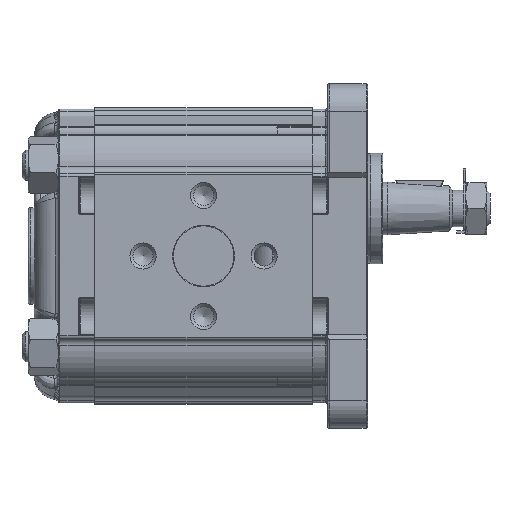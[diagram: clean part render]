
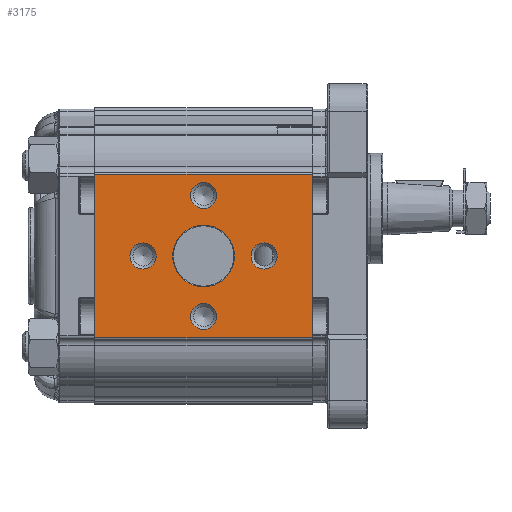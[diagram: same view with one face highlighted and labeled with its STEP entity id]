
A CAD part, left-side view. The second image highlights one B-rep face of the part: STEP entity #3175.
In plain terms, the highlighted planar face has unit normal (-1, 0, 0).
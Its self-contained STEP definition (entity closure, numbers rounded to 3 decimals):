
#3175 = ADVANCED_FACE( '', ( #7006, #7007, #7008, #7009, #7010, #7011 ), #7012, .T. );
#7006 = FACE_BOUND( '', #13024, .T. );
#7007 = FACE_BOUND( '', #13025, .T. );
#7008 = FACE_BOUND( '', #13026, .T. );
#7009 = FACE_BOUND( '', #13027, .T. );
#7010 = FACE_BOUND( '', #13028, .T. );
#7011 = FACE_OUTER_BOUND( '', #13029, .T. );
#7012 = PLANE( '', #13030 );
#13024 = EDGE_LOOP( '', ( #23590 ) );
#13025 = EDGE_LOOP( '', ( #23591 ) );
#13026 = EDGE_LOOP( '', ( #23592 ) );
#13027 = EDGE_LOOP( '', ( #23593 ) );
#13028 = EDGE_LOOP( '', ( #23594 ) );
#13029 = EDGE_LOOP( '', ( #23595, #23596, #23597, #23598 ) );
#13030 = AXIS2_PLACEMENT_3D( '', #23599, #23600, #23601 );
#23590 = ORIENTED_EDGE( '', *, *, #31070, .T. );
#23591 = ORIENTED_EDGE( '', *, *, #30070, .T. );
#23592 = ORIENTED_EDGE( '', *, *, #28804, .T. );
#23593 = ORIENTED_EDGE( '', *, *, #32306, .T. );
#23594 = ORIENTED_EDGE( '', *, *, #32307, .T. );
#23595 = ORIENTED_EDGE( '', *, *, #32308, .F. );
#23596 = ORIENTED_EDGE( '', *, *, #32309, .F. );
#23597 = ORIENTED_EDGE( '', *, *, #31693, .T. );
#23598 = ORIENTED_EDGE( '', *, *, #32310, .T. );
#23599 = CARTESIAN_POINT( '', ( -43., 72., 27.048 ) );
#23600 = DIRECTION( '', ( -1., 0., 0. ) );
#23601 = DIRECTION( '', ( 0., 0., 1. ) );
#28804 = EDGE_CURVE( '', #33840, #33840, #33841, .F. );
#30070 = EDGE_CURVE( '', #35963, #35963, #35964, .F. );
#31070 = EDGE_CURVE( '', #37512, #37512, #37513, .F. );
#31693 = EDGE_CURVE( '', #38365, #38363, #38366, .T. );
#32306 = EDGE_CURVE( '', #39168, #39168, #39169, .F. );
#32307 = EDGE_CURVE( '', #39170, #39170, #39171, .F. );
#32308 = EDGE_CURVE( '', #39172, #39173, #39174, .T. );
#32309 = EDGE_CURVE( '', #38365, #39172, #39175, .T. );
#32310 = EDGE_CURVE( '', #38363, #39173, #39176, .T. );
#33840 = VERTEX_POINT( '', #41217 );
#33841 = CIRCLE( '', #41218, 4.324 );
#35963 = VERTEX_POINT( '', #45506 );
#35964 = CIRCLE( '', #45507, 4.324 );
#37512 = VERTEX_POINT( '', #48755 );
#37513 = CIRCLE( '', #48756, 4.324 );
#38363 = VERTEX_POINT( '', #50796 );
#38365 = VERTEX_POINT( '', #50798 );
#38366 = LINE( '', #50799, #50800 );
#39168 = VERTEX_POINT( '', #52712 );
#39169 = CIRCLE( '', #52713, 4.324 );
#39170 = VERTEX_POINT( '', #52714 );
#39171 = CIRCLE( '', #52715, 10.2 );
#39172 = VERTEX_POINT( '', #52716 );
#39173 = VERTEX_POINT( '', #52717 );
#39174 = LINE( '', #52718, #52719 );
#39175 = LINE( '', #52720, #52721 );
#39176 = LINE( '', #52722, #52723 );
#41217 = CARTESIAN_POINT( '', ( -43., 36., -15.677 ) );
#41218 = AXIS2_PLACEMENT_3D( '', #55525, #55526, #55527 );
#45506 = CARTESIAN_POINT( '', ( -43., 56., 4.324 ) );
#45507 = AXIS2_PLACEMENT_3D( '', #57185, #57186, #57187 );
#48755 = CARTESIAN_POINT( '', ( -43., 16., 4.324 ) );
#48756 = AXIS2_PLACEMENT_3D( '', #58288, #58289, #58290 );
#50796 = CARTESIAN_POINT( '', ( -43., 72., -27.048 ) );
#50798 = CARTESIAN_POINT( '', ( -43., 72., 27.048 ) );
#50799 = CARTESIAN_POINT( '', ( -43., 72., 27.048 ) );
#50800 = VECTOR( '', #59007, 1000. );
#52712 = CARTESIAN_POINT( '', ( -43., 36., 24.324 ) );
#52713 = AXIS2_PLACEMENT_3D( '', #59653, #59654, #59655 );
#52714 = CARTESIAN_POINT( '', ( -43., 36., 10.2 ) );
#52715 = AXIS2_PLACEMENT_3D( '', #59656, #59657, #59658 );
#52716 = CARTESIAN_POINT( '', ( -43., 0., 27.048 ) );
#52717 = CARTESIAN_POINT( '', ( -43., 0., -27.048 ) );
#52718 = CARTESIAN_POINT( '', ( -43., 0., 27.048 ) );
#52719 = VECTOR( '', #59659, 1000. );
#52720 = CARTESIAN_POINT( '', ( -43., 72., 27.048 ) );
#52721 = VECTOR( '', #59660, 1000. );
#52722 = CARTESIAN_POINT( '', ( -43., 72., -27.048 ) );
#52723 = VECTOR( '', #59661, 1000. );
#55525 = CARTESIAN_POINT( '', ( -43., 36., -20. ) );
#55526 = DIRECTION( '', ( -1., 0., 0. ) );
#55527 = DIRECTION( '', ( 0., 0., 1. ) );
#57185 = CARTESIAN_POINT( '', ( -43., 56., 0. ) );
#57186 = DIRECTION( '', ( -1., 0., 0. ) );
#57187 = DIRECTION( '', ( 0., 0., 1. ) );
#58288 = CARTESIAN_POINT( '', ( -43., 16., 0. ) );
#58289 = DIRECTION( '', ( -1., 0., 0. ) );
#58290 = DIRECTION( '', ( 0., 0., 1. ) );
#59007 = DIRECTION( '', ( 0., 0., -1. ) );
#59653 = CARTESIAN_POINT( '', ( -43., 36., 20. ) );
#59654 = DIRECTION( '', ( -1., 0., 0. ) );
#59655 = DIRECTION( '', ( 0., 0., 1. ) );
#59656 = CARTESIAN_POINT( '', ( -43., 36., 0. ) );
#59657 = DIRECTION( '', ( -1., 0., 0. ) );
#59658 = DIRECTION( '', ( 0., 0., 1. ) );
#59659 = DIRECTION( '', ( 0., 0., -1. ) );
#59660 = DIRECTION( '', ( 0., -1., 0. ) );
#59661 = DIRECTION( '', ( 0., -1., 0. ) );
